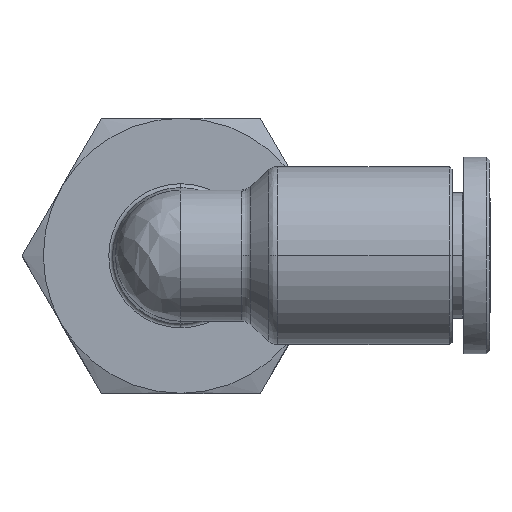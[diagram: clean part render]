
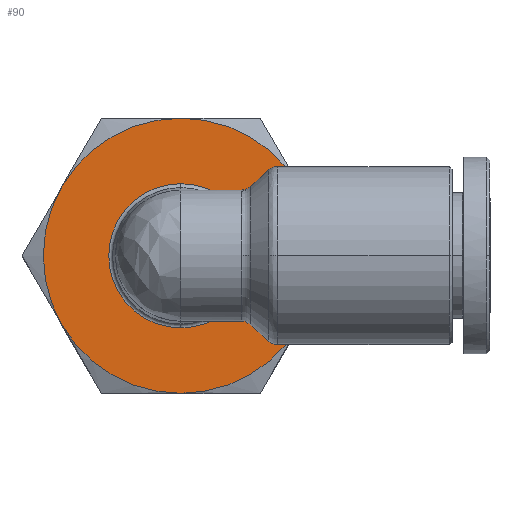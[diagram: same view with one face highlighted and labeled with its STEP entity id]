
A CAD part, top view. The second image highlights one B-rep face of the part: STEP entity #90.
In plain terms, the highlighted planar face has unit normal (0, 0, 1).
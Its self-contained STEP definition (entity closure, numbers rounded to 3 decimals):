
#12 = DIRECTION ( 'NONE',  ( 0., 1., 0. ) ) ;
#90 = ADVANCED_FACE ( 'NONE', ( #12093, #4861 ), #13609, .F. ) ;
#171 = DIRECTION ( 'NONE',  ( 0., 0., -1. ) ) ;
#564 = CARTESIAN_POINT ( 'NONE',  ( -7.472, 0., -7.3 ) ) ;
#783 = AXIS2_PLACEMENT_3D ( 'NONE', #8837, #5426, #10031 ) ;
#1210 = DIRECTION ( 'NONE',  ( 0., 0., -1. ) ) ;
#1325 = ORIENTED_EDGE ( 'NONE', *, *, #12645, .F. ) ;
#1973 = DIRECTION ( 'NONE',  ( 0., 1., 0. ) ) ;
#2012 = DIRECTION ( 'NONE',  ( 0., 1., 0. ) ) ;
#2055 = EDGE_CURVE ( 'NONE', #4591, #14230, #9692, .T. ) ;
#2261 = CARTESIAN_POINT ( 'NONE',  ( -16.566, 5.25, -7.3 ) ) ;
#2303 = VERTEX_POINT ( 'NONE', #8161 ) ;
#2326 = EDGE_CURVE ( 'NONE', #12024, #10381, #12938, .T. ) ;
#2359 = CARTESIAN_POINT ( 'NONE',  ( 1.621, -5.25, -7.3 ) ) ;
#3100 = CIRCLE ( 'NONE', #11499, 10.5 ) ;
#3608 = ORIENTED_EDGE ( 'NONE', *, *, #7490, .F. ) ;
#3668 = ORIENTED_EDGE ( 'NONE', *, *, #7066, .F. ) ;
#4211 = DIRECTION ( 'NONE',  ( 0., 0., -1. ) ) ;
#4591 = VERTEX_POINT ( 'NONE', #8370 ) ;
#4626 = ORIENTED_EDGE ( 'NONE', *, *, #7060, .F. ) ;
#4682 = VERTEX_POINT ( 'NONE', #6156 ) ;
#4861 = FACE_OUTER_BOUND ( 'NONE', #6260, .T. ) ;
#5157 = AXIS2_PLACEMENT_3D ( 'NONE', #12293, #4211, #7528 ) ;
#5426 = DIRECTION ( 'NONE',  ( 0., 0., -1. ) ) ;
#5499 = CIRCLE ( 'NONE', #5157, 10.5 ) ;
#5674 = ORIENTED_EDGE ( 'NONE', *, *, #2055, .F. ) ;
#5677 = AXIS2_PLACEMENT_3D ( 'NONE', #564, #7604, #8828 ) ;
#5842 = CARTESIAN_POINT ( 'NONE',  ( -7.472, 0., -7.3 ) ) ;
#5868 = AXIS2_PLACEMENT_3D ( 'NONE', #8200, #11745, #14059 ) ;
#6156 = CARTESIAN_POINT ( 'NONE',  ( -7.472, -5.504, -7.3 ) ) ;
#6158 = CARTESIAN_POINT ( 'NONE',  ( -7.472, -10.5, -7.3 ) ) ;
#6260 = EDGE_LOOP ( 'NONE', ( #5674, #4626, #11468, #13821, #3608, #1325 ) ) ;
#7060 = EDGE_CURVE ( 'NONE', #8132, #4591, #3100, .T. ) ;
#7066 = EDGE_CURVE ( 'NONE', #14535, #4682, #12722, .T. ) ;
#7080 = DIRECTION ( 'NONE',  ( 0., 0., 1. ) ) ;
#7490 = EDGE_CURVE ( 'NONE', #2303, #12024, #5499, .T. ) ;
#7528 = DIRECTION ( 'NONE',  ( 0., 1., 0. ) ) ;
#7604 = DIRECTION ( 'NONE',  ( 0., 0., -1. ) ) ;
#8132 = VERTEX_POINT ( 'NONE', #6158 ) ;
#8161 = CARTESIAN_POINT ( 'NONE',  ( -7.472, 10.5, -7.3 ) ) ;
#8180 = CARTESIAN_POINT ( 'NONE',  ( -7.472, 0., -7.3 ) ) ;
#8200 = CARTESIAN_POINT ( 'NONE',  ( -7.472, 0., -7.3 ) ) ;
#8370 = CARTESIAN_POINT ( 'NONE',  ( -16.566, -5.25, -7.3 ) ) ;
#8828 = DIRECTION ( 'NONE',  ( 0., 1., 0. ) ) ;
#8837 = CARTESIAN_POINT ( 'NONE',  ( -7.472, 0., -7.3 ) ) ;
#9053 = CARTESIAN_POINT ( 'NONE',  ( -7.472, 0., -7.3 ) ) ;
#9137 = CARTESIAN_POINT ( 'NONE',  ( -7.472, 0., -7.3 ) ) ;
#9411 = DIRECTION ( 'NONE',  ( 0., 1., 0. ) ) ;
#9485 = AXIS2_PLACEMENT_3D ( 'NONE', #10784, #171, #12086 ) ;
#9692 = CIRCLE ( 'NONE', #5677, 10.5 ) ;
#9829 = CIRCLE ( 'NONE', #10292, 10.5 ) ;
#9942 = CARTESIAN_POINT ( 'NONE',  ( -7.472, 5.504, -7.3 ) ) ;
#10031 = DIRECTION ( 'NONE',  ( -1., 0., 0. ) ) ;
#10185 = AXIS2_PLACEMENT_3D ( 'NONE', #8180, #7080, #1973 ) ;
#10292 = AXIS2_PLACEMENT_3D ( 'NONE', #5842, #15333, #9411 ) ;
#10381 = VERTEX_POINT ( 'NONE', #2359 ) ;
#10440 = DIRECTION ( 'NONE',  ( 0., 0., 1. ) ) ;
#10589 = EDGE_LOOP ( 'NONE', ( #3668, #14752 ) ) ;
#10784 = CARTESIAN_POINT ( 'NONE',  ( -7.472, 0., -7.3 ) ) ;
#10921 = CARTESIAN_POINT ( 'NONE',  ( 1.621, 5.25, -7.3 ) ) ;
#10934 = AXIS2_PLACEMENT_3D ( 'NONE', #9137, #10440, #2012 ) ;
#10954 = EDGE_CURVE ( 'NONE', #10381, #8132, #13408, .T. ) ;
#11468 = ORIENTED_EDGE ( 'NONE', *, *, #10954, .F. ) ;
#11499 = AXIS2_PLACEMENT_3D ( 'NONE', #9053, #1210, #12 ) ;
#11745 = DIRECTION ( 'NONE',  ( 0., 0., -1. ) ) ;
#12024 = VERTEX_POINT ( 'NONE', #10921 ) ;
#12086 = DIRECTION ( 'NONE',  ( 0., 1., 0. ) ) ;
#12093 = FACE_BOUND ( 'NONE', #10589, .T. ) ;
#12293 = CARTESIAN_POINT ( 'NONE',  ( -7.472, 0., -7.3 ) ) ;
#12645 = EDGE_CURVE ( 'NONE', #14230, #2303, #9829, .T. ) ;
#12722 = CIRCLE ( 'NONE', #10185, 5.504 ) ;
#12938 = CIRCLE ( 'NONE', #5868, 10.5 ) ;
#13408 = CIRCLE ( 'NONE', #9485, 10.5 ) ;
#13609 = PLANE ( 'NONE',  #783 ) ;
#13821 = ORIENTED_EDGE ( 'NONE', *, *, #2326, .F. ) ;
#13870 = CIRCLE ( 'NONE', #10934, 5.504 ) ;
#14015 = EDGE_CURVE ( 'NONE', #4682, #14535, #13870, .T. ) ;
#14059 = DIRECTION ( 'NONE',  ( 0., 1., 0. ) ) ;
#14230 = VERTEX_POINT ( 'NONE', #2261 ) ;
#14535 = VERTEX_POINT ( 'NONE', #9942 ) ;
#14752 = ORIENTED_EDGE ( 'NONE', *, *, #14015, .F. ) ;
#15333 = DIRECTION ( 'NONE',  ( 0., 0., -1. ) ) ;
